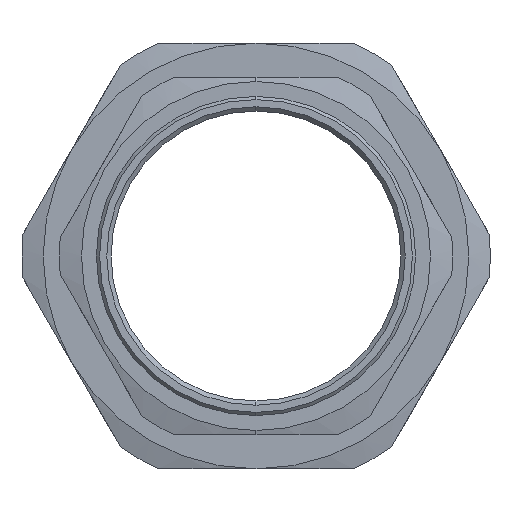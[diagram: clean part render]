
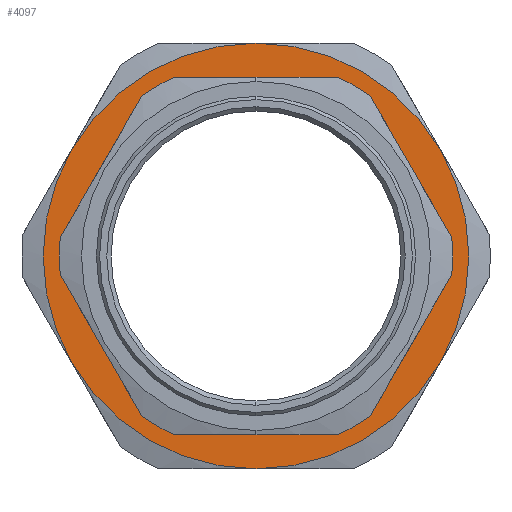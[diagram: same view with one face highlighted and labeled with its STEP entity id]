
A CAD part, left-side view. The second image highlights one B-rep face of the part: STEP entity #4097.
In plain terms, the highlighted planar face has unit normal (-1, 0, 0).
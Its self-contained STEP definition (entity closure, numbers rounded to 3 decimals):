
#51 = CIRCLE ( 'NONE', #828, 40. ) ;
#109 = DIRECTION ( 'NONE',  ( 0., 0.866, 0.5 ) ) ;
#110 = DIRECTION ( 'NONE',  ( -1., 0., 0. ) ) ;
#124 = EDGE_LOOP ( 'NONE', ( #3476, #527, #547, #4057, #635, #4509 ) ) ;
#159 = DIRECTION ( 'NONE',  ( 0., 0.866, 0.5 ) ) ;
#211 = CARTESIAN_POINT ( 'NONE',  ( 48.4, 0., 0. ) ) ;
#302 = VERTEX_POINT ( 'NONE', #437 ) ;
#422 = CARTESIAN_POINT ( 'NONE',  ( 48.4, 43.301, 25. ) ) ;
#437 = CARTESIAN_POINT ( 'NONE',  ( 48.4, 0., 50. ) ) ;
#465 = ORIENTED_EDGE ( 'NONE', *, *, #3404, .T. ) ;
#527 = ORIENTED_EDGE ( 'NONE', *, *, #4290, .T. ) ;
#540 = AXIS2_PLACEMENT_3D ( 'NONE', #2099, #3215, #2148 ) ;
#547 = ORIENTED_EDGE ( 'NONE', *, *, #2074, .T. ) ;
#635 = ORIENTED_EDGE ( 'NONE', *, *, #984, .T. ) ;
#724 = FACE_BOUND ( 'NONE', #2797, .T. ) ;
#738 = CARTESIAN_POINT ( 'NONE',  ( 48.4, 0., 0. ) ) ;
#828 = AXIS2_PLACEMENT_3D ( 'NONE', #1190, #1234, #109 ) ;
#849 = VERTEX_POINT ( 'NONE', #2837 ) ;
#888 = DIRECTION ( 'NONE',  ( 0., 0.866, 0.5 ) ) ;
#984 = EDGE_CURVE ( 'NONE', #3556, #2910, #3812, .T. ) ;
#1006 = VERTEX_POINT ( 'NONE', #1581 ) ;
#1133 = EDGE_CURVE ( 'NONE', #849, #4270, #1302, .T. ) ;
#1166 = CARTESIAN_POINT ( 'NONE',  ( 48.4, 0., 0. ) ) ;
#1190 = CARTESIAN_POINT ( 'NONE',  ( 48.4, 0., 0. ) ) ;
#1234 = DIRECTION ( 'NONE',  ( 1., 0., 0. ) ) ;
#1302 = CIRCLE ( 'NONE', #2105, 40. ) ;
#1435 = DIRECTION ( 'NONE',  ( -1., 0., 0. ) ) ;
#1486 = CIRCLE ( 'NONE', #3297, 50. ) ;
#1516 = DIRECTION ( 'NONE',  ( 1., 0., 0. ) ) ;
#1530 = EDGE_CURVE ( 'NONE', #3771, #302, #3285, .T. ) ;
#1581 = CARTESIAN_POINT ( 'NONE',  ( 48.4, 0., -50. ) ) ;
#1670 = CIRCLE ( 'NONE', #3698, 50. ) ;
#1794 = DIRECTION ( 'NONE',  ( 0., 0.866, 0.5 ) ) ;
#1923 = EDGE_CURVE ( 'NONE', #2910, #302, #4566, .T. ) ;
#1948 = DIRECTION ( 'NONE',  ( 1., 0., 0. ) ) ;
#1989 = AXIS2_PLACEMENT_3D ( 'NONE', #2895, #1435, #3987 ) ;
#2074 = EDGE_CURVE ( 'NONE', #4101, #1006, #1486, .T. ) ;
#2099 = CARTESIAN_POINT ( 'NONE',  ( 48.4, 0., 0. ) ) ;
#2105 = AXIS2_PLACEMENT_3D ( 'NONE', #211, #1948, #3742 ) ;
#2148 = DIRECTION ( 'NONE',  ( 0., 0.866, 0.5 ) ) ;
#2273 = DIRECTION ( 'NONE',  ( -1., 0., 0. ) ) ;
#2388 = CARTESIAN_POINT ( 'NONE',  ( 48.4, -43.301, 25. ) ) ;
#2668 = FACE_OUTER_BOUND ( 'NONE', #124, .T. ) ;
#2671 = CIRCLE ( 'NONE', #540, 50. ) ;
#2764 = EDGE_CURVE ( 'NONE', #1006, #3556, #2671, .T. ) ;
#2778 = AXIS2_PLACEMENT_3D ( 'NONE', #3109, #4505, #3464 ) ;
#2797 = EDGE_LOOP ( 'NONE', ( #3220, #465 ) ) ;
#2837 = CARTESIAN_POINT ( 'NONE',  ( 48.4, 34.641, 20. ) ) ;
#2895 = CARTESIAN_POINT ( 'NONE',  ( 48.4, 0., 0. ) ) ;
#2910 = VERTEX_POINT ( 'NONE', #2388 ) ;
#2952 = CARTESIAN_POINT ( 'NONE',  ( 48.4, 0., 0. ) ) ;
#3109 = CARTESIAN_POINT ( 'NONE',  ( 48.4, -20., 34.641 ) ) ;
#3215 = DIRECTION ( 'NONE',  ( -1., 0., 0. ) ) ;
#3220 = ORIENTED_EDGE ( 'NONE', *, *, #1133, .T. ) ;
#3285 = CIRCLE ( 'NONE', #4266, 50. ) ;
#3297 = AXIS2_PLACEMENT_3D ( 'NONE', #2952, #110, #3693 ) ;
#3404 = EDGE_CURVE ( 'NONE', #4270, #849, #51, .T. ) ;
#3464 = DIRECTION ( 'NONE',  ( 0., 0.866, 0.5 ) ) ;
#3476 = ORIENTED_EDGE ( 'NONE', *, *, #1530, .F. ) ;
#3556 = VERTEX_POINT ( 'NONE', #3872 ) ;
#3693 = DIRECTION ( 'NONE',  ( 0., 0.866, 0.5 ) ) ;
#3698 = AXIS2_PLACEMENT_3D ( 'NONE', #738, #3938, #1794 ) ;
#3742 = DIRECTION ( 'NONE',  ( 0., 0.866, 0.5 ) ) ;
#3771 = VERTEX_POINT ( 'NONE', #422 ) ;
#3812 = CIRCLE ( 'NONE', #4138, 50. ) ;
#3872 = CARTESIAN_POINT ( 'NONE',  ( 48.4, -43.301, -25. ) ) ;
#3938 = DIRECTION ( 'NONE',  ( -1., 0., 0. ) ) ;
#3972 = CARTESIAN_POINT ( 'NONE',  ( 48.4, -34.641, -20. ) ) ;
#3987 = DIRECTION ( 'NONE',  ( 0., 0.866, 0.5 ) ) ;
#4043 = CARTESIAN_POINT ( 'NONE',  ( 48.4, 0., 0. ) ) ;
#4057 = ORIENTED_EDGE ( 'NONE', *, *, #2764, .T. ) ;
#4097 = ADVANCED_FACE ( 'NONE', ( #724, #2668 ), #4176, .F. ) ;
#4101 = VERTEX_POINT ( 'NONE', #4606 ) ;
#4138 = AXIS2_PLACEMENT_3D ( 'NONE', #4043, #2273, #159 ) ;
#4176 = PLANE ( 'NONE',  #2778 ) ;
#4266 = AXIS2_PLACEMENT_3D ( 'NONE', #1166, #1516, #888 ) ;
#4270 = VERTEX_POINT ( 'NONE', #3972 ) ;
#4290 = EDGE_CURVE ( 'NONE', #3771, #4101, #1670, .T. ) ;
#4505 = DIRECTION ( 'NONE',  ( 1., 0., 0. ) ) ;
#4509 = ORIENTED_EDGE ( 'NONE', *, *, #1923, .T. ) ;
#4566 = CIRCLE ( 'NONE', #1989, 50. ) ;
#4606 = CARTESIAN_POINT ( 'NONE',  ( 48.4, 43.301, -25. ) ) ;
